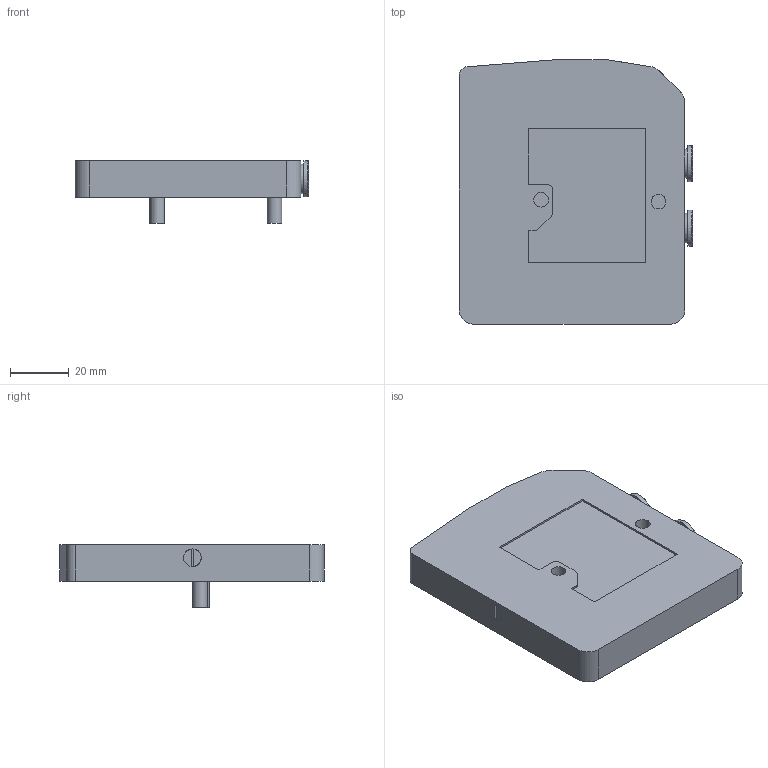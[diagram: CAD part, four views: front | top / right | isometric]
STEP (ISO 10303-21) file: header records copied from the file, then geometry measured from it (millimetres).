
FILE_DESCRIPTION((''),'2;1');
FILE_NAME('230812.ipt.stp','2006-06-12T18:21:46',(''),(''),'Autodesk Inventor 11','Autodesk Inventor 11','');
FILE_SCHEMA(('AUTOMOTIVE_DESIGN { 1 0 10303 214 1 1 1 1 }'));
Length unit declared in the file: millimetre
Products named in the file (1): 230812
Bounding box: 79.71 x 90.1 x 21.45 mm (x, y, z)
Volume: 81255 mm3; surface area: 19716.2 mm2
Topology: 1 solids, 1 shells, 147 faces, 361 edges, 238 vertices
Faces by surface type: plane 98, cylinder 27, bspline 16, torus 4, cone 2
Full cylindrical faces by diameter (mm): 2 x2, 5 x6, 6 x2, 8.2 x2, 10.1 x2, 12.3 x2
Entity records: 4256 total; most frequent: CARTESIAN_POINT 905, ORIENTED_EDGE 670, DIRECTION 635, EDGE_CURVE 335, VECTOR 243, LINE 243, VERTEX_POINT 234, AXIS2_PLACEMENT_3D 196
